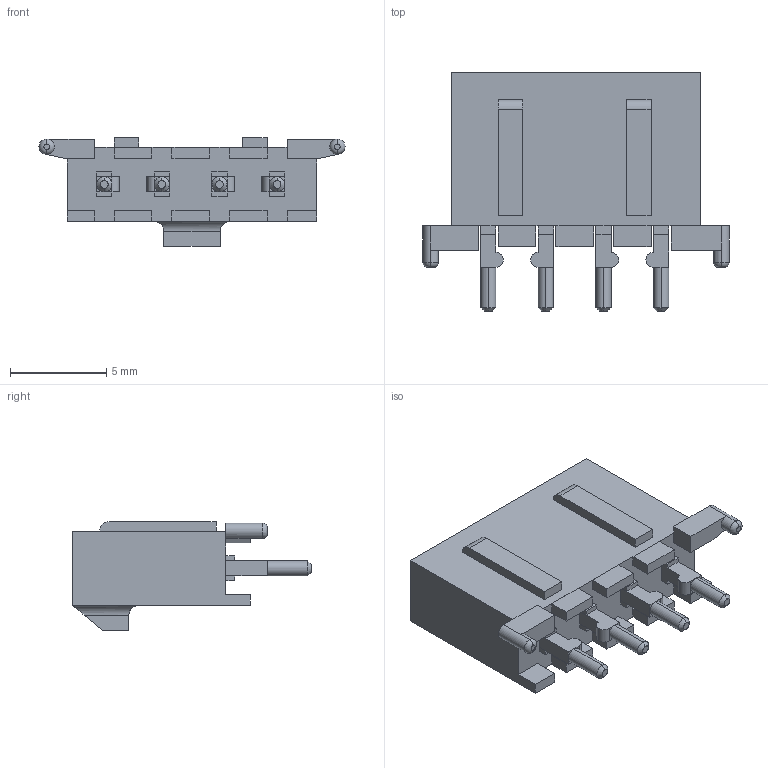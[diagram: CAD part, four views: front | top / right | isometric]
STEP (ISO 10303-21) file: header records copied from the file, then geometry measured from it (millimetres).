
FILE_DESCRIPTION (( 'STEP AP214' ), '1' );
FILE_NAME ('2-1445093-4.STEP', '2019-11-23T19:02:37', ( '' ), ( '' ), 'SwSTEP 2.0', 'SolidWorks 2017', '' );
FILE_SCHEMA (( 'AUTOMOTIVE_DESIGN' ));
Length unit declared in the file: millimetre
Products named in the file (1): 2-1445093-4
Bounding box: 15.94 x 12.42 x 5.67 mm (x, y, z)
Volume: 355.8 mm3; surface area: 708.3 mm2
Topology: 9 solids, 9 shells, 243 faces, 581 edges, 362 vertices
Faces by surface type: plane 208, cylinder 23, cone 8, torus 4
Entity records: 6959 total; most frequent: CARTESIAN_POINT 1199, ORIENTED_EDGE 1162, DIRECTION 1131, EDGE_CURVE 581, VECTOR 511, LINE 511, VERTEX_POINT 362, AXIS2_PLACEMENT_3D 310
